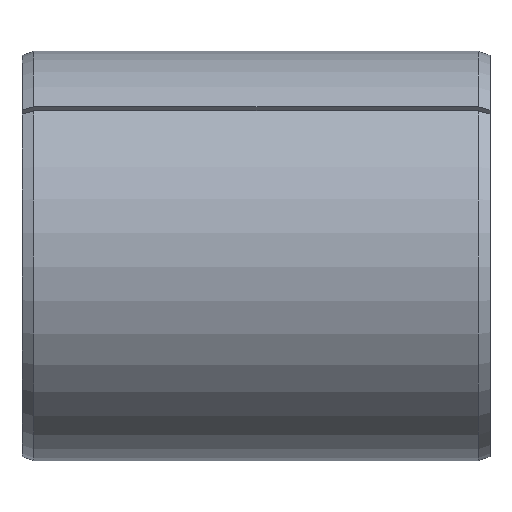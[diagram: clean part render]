
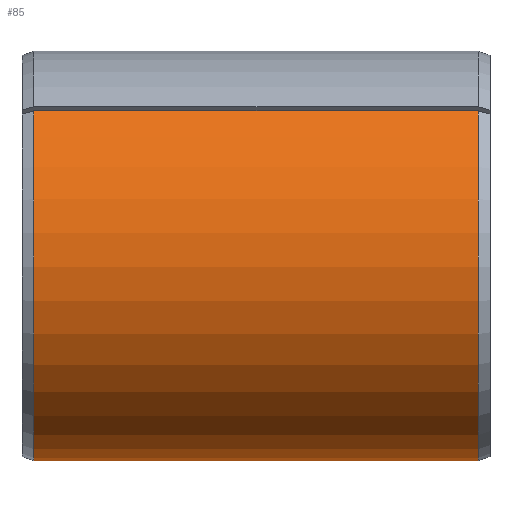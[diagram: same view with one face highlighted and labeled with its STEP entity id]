
A CAD part, top view. The second image highlights one B-rep face of the part: STEP entity #85.
In plain terms, the highlighted cylindrical face has radius 3.5 mm (diameter 7 mm), a partial arc.
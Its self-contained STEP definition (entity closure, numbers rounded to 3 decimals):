
#85=ADVANCED_FACE('',(#118),#119,.T.);
#118=FACE_OUTER_BOUND('',#162,.T.);
#119=CYLINDRICAL_SURFACE('',#163,3.5);
#162=EDGE_LOOP('',(#256,#257,#258,#259));
#163=AXIS2_PLACEMENT_3D('',#260,#261,#262);
#256=ORIENTED_EDGE('',*,*,#389,.F.);
#257=ORIENTED_EDGE('',*,*,#366,.F.);
#258=ORIENTED_EDGE('',*,*,#390,.T.);
#259=ORIENTED_EDGE('',*,*,#382,.T.);
#260=CARTESIAN_POINT('',(4.0,0.0,0.0));
#261=DIRECTION('',(1.0,0.0,0.0));
#262=DIRECTION('',(0.0,1.0,0.0));
#366=EDGE_CURVE('',#426,#422,#428,.T.);
#382=EDGE_CURVE('',#456,#453,#457,.T.);
#389=EDGE_CURVE('',#422,#453,#469,.T.);
#390=EDGE_CURVE('',#426,#456,#470,.T.);
#422=VERTEX_POINT('',#509);
#426=VERTEX_POINT('',#514);
#428=CIRCLE('',#517,3.5);
#453=VERTEX_POINT('',#550);
#456=VERTEX_POINT('',#554);
#457=CIRCLE('',#555,3.5);
#469=LINE('',#570,#571);
#470=LINE('',#572,#573);
#509=CARTESIAN_POINT('',(7.8,-3.5,0.));
#514=CARTESIAN_POINT('',(7.8,2.475,2.475));
#517=AXIS2_PLACEMENT_3D('',#626,#627,#628);
#550=CARTESIAN_POINT('',(0.2,-3.5,0.));
#554=CARTESIAN_POINT('',(0.2,2.475,2.475));
#555=AXIS2_PLACEMENT_3D('',#656,#657,#658);
#570=CARTESIAN_POINT('',(4.0,-3.5,0.));
#571=VECTOR('',#671,1.0);
#572=CARTESIAN_POINT('',(4.0,2.475,2.475));
#573=VECTOR('',#672,1.0);
#626=CARTESIAN_POINT('',(7.8,0.0,0.0));
#627=DIRECTION('',(1.0,0.0,0.0));
#628=DIRECTION('',(0.0,1.0,0.0));
#656=CARTESIAN_POINT('',(0.2,0.0,0.0));
#657=DIRECTION('',(1.0,0.0,0.0));
#658=DIRECTION('',(0.0,1.0,0.0));
#671=DIRECTION('',(-1.0,-0.0,-0.0));
#672=DIRECTION('',(-1.0,-0.0,-0.0));
